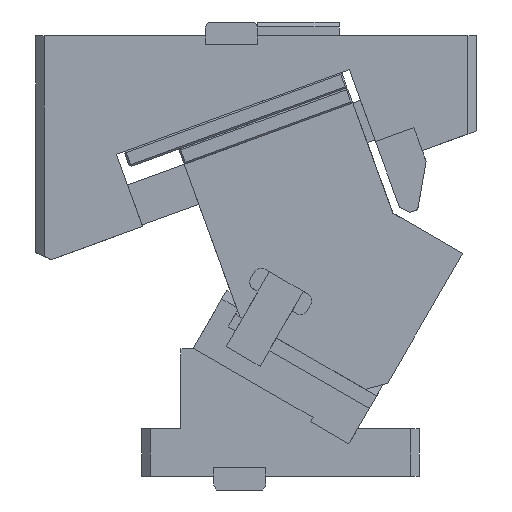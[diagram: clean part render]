
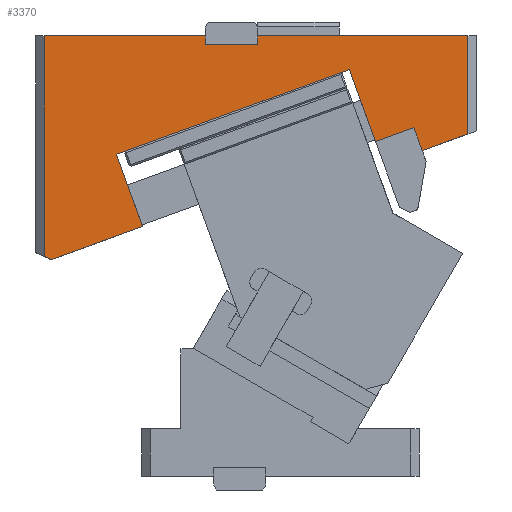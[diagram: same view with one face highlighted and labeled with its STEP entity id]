
A CAD part, front view. The second image highlights one B-rep face of the part: STEP entity #3370.
In plain terms, the highlighted planar face has unit normal (0, -1, 0).
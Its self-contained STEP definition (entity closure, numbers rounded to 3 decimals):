
#3097=CARTESIAN_POINT('Vertex',(127.235,0.,249.332)) ;
#3102=CARTESIAN_POINT('Line Origine',(55.819,0.,223.339)) ;
#3106=CARTESIAN_POINT('Vertex',(-15.598,0.,197.345)) ;
#3187=CARTESIAN_POINT('Vertex',(143.31,0.,205.167)) ;
#3190=CARTESIAN_POINT('Line Origine',(135.273,0.,227.249)) ;
#3259=CARTESIAN_POINT('Axis2P3D Location',(81.85,0.,263.692)) ;
#3264=CARTESIAN_POINT('Line Origine',(-57.802,0.,133.793)) ;
#3268=CARTESIAN_POINT('Vertex',(-55.603,0.,132.768)) ;
#3270=CARTESIAN_POINT('Vertex',(-60.,0.,134.818)) ;
#3273=CARTESIAN_POINT('Line Origine',(-27.563,0.,142.974)) ;
#3277=CARTESIAN_POINT('Vertex',(0.477,0.,153.18)) ;
#3280=CARTESIAN_POINT('Line Origine',(-7.56,0.,175.262)) ;
#3285=CARTESIAN_POINT('Line Origine',(155.057,0.,209.442)) ;
#3289=CARTESIAN_POINT('Vertex',(166.803,0.,213.717)) ;
#3292=CARTESIAN_POINT('Line Origine',(169.368,0.,206.669)) ;
#3296=CARTESIAN_POINT('Vertex',(171.933,0.,199.622)) ;
#3299=CARTESIAN_POINT('Line Origine',(185.966,0.,204.729)) ;
#3303=CARTESIAN_POINT('Vertex',(200.,0.,209.837)) ;
#3306=CARTESIAN_POINT('Line Origine',(200.,0.,239.919)) ;
#3310=CARTESIAN_POINT('Vertex',(200.,0.,270.)) ;
#3313=CARTESIAN_POINT('Line Origine',(135.5,0.,270.)) ;
#3317=CARTESIAN_POINT('Vertex',(71.,0.,270.)) ;
#3320=CARTESIAN_POINT('Line Origine',(71.,0.,267.25)) ;
#3324=CARTESIAN_POINT('Vertex',(71.,0.,264.5)) ;
#3327=CARTESIAN_POINT('Line Origine',(55.,0.,264.5)) ;
#3331=CARTESIAN_POINT('Vertex',(39.,0.,264.5)) ;
#3334=CARTESIAN_POINT('Line Origine',(39.,0.,267.25)) ;
#3338=CARTESIAN_POINT('Vertex',(39.,0.,270.)) ;
#3341=CARTESIAN_POINT('Line Origine',(-10.5,0.,270.)) ;
#3345=CARTESIAN_POINT('Vertex',(-60.,0.,270.)) ;
#3348=CARTESIAN_POINT('Line Origine',(-60.,0.,202.409)) ;
#3103=DIRECTION('Vector Direction',(0.94,0.,0.342)) ;
#3191=DIRECTION('Vector Direction',(0.342,0.,-0.94)) ;
#3260=DIRECTION('Axis2P3D Direction',(0.,-1.,0.)) ;
#3261=DIRECTION('Axis2P3D XDirection',(0.966,0.,-0.259)) ;
#3265=DIRECTION('Vector Direction',(0.906,0.,-0.423)) ;
#3274=DIRECTION('Vector Direction',(-0.94,0.,-0.342)) ;
#3281=DIRECTION('Vector Direction',(-0.342,0.,0.94)) ;
#3286=DIRECTION('Vector Direction',(0.94,0.,0.342)) ;
#3293=DIRECTION('Vector Direction',(0.342,0.,-0.94)) ;
#3300=DIRECTION('Vector Direction',(-0.94,0.,-0.342)) ;
#3307=DIRECTION('Vector Direction',(0.,0.,1.)) ;
#3314=DIRECTION('Vector Direction',(1.,0.,0.)) ;
#3321=DIRECTION('Vector Direction',(0.,0.,1.)) ;
#3328=DIRECTION('Vector Direction',(1.,0.,0.)) ;
#3335=DIRECTION('Vector Direction',(0.,0.,-1.)) ;
#3342=DIRECTION('Vector Direction',(1.,0.,0.)) ;
#3349=DIRECTION('Vector Direction',(0.,0.,-1.)) ;
#3262=AXIS2_PLACEMENT_3D('Plane Axis2P3D',#3259,#3260,#3261) ;
#3354=ORIENTED_EDGE('',*,*,#3272,.F.) ;
#3355=ORIENTED_EDGE('',*,*,#3279,.F.) ;
#3356=ORIENTED_EDGE('',*,*,#3284,.T.) ;
#3357=ORIENTED_EDGE('',*,*,#3108,.T.) ;
#3358=ORIENTED_EDGE('',*,*,#3194,.T.) ;
#3359=ORIENTED_EDGE('',*,*,#3291,.T.) ;
#3360=ORIENTED_EDGE('',*,*,#3298,.T.) ;
#3361=ORIENTED_EDGE('',*,*,#3305,.F.) ;
#3362=ORIENTED_EDGE('',*,*,#3312,.F.) ;
#3363=ORIENTED_EDGE('',*,*,#3319,.F.) ;
#3364=ORIENTED_EDGE('',*,*,#3326,.F.) ;
#3365=ORIENTED_EDGE('',*,*,#3333,.F.) ;
#3366=ORIENTED_EDGE('',*,*,#3340,.F.) ;
#3367=ORIENTED_EDGE('',*,*,#3347,.F.) ;
#3368=ORIENTED_EDGE('',*,*,#3352,.T.) ;
#3104=VECTOR('Line Direction',#3103,1.) ;
#3192=VECTOR('Line Direction',#3191,1.) ;
#3266=VECTOR('Line Direction',#3265,1.) ;
#3275=VECTOR('Line Direction',#3274,1.) ;
#3282=VECTOR('Line Direction',#3281,1.) ;
#3287=VECTOR('Line Direction',#3286,1.) ;
#3294=VECTOR('Line Direction',#3293,1.) ;
#3301=VECTOR('Line Direction',#3300,1.) ;
#3308=VECTOR('Line Direction',#3307,1.) ;
#3315=VECTOR('Line Direction',#3314,1.) ;
#3322=VECTOR('Line Direction',#3321,1.) ;
#3329=VECTOR('Line Direction',#3328,1.) ;
#3336=VECTOR('Line Direction',#3335,1.) ;
#3343=VECTOR('Line Direction',#3342,1.) ;
#3350=VECTOR('Line Direction',#3349,1.) ;
#3370=ADVANCED_FACE('CAM HOLDER',(#3369),#3263,.T.) ;
#3108=EDGE_CURVE('',#3107,#3098,#3105,.T.) ;
#3194=EDGE_CURVE('',#3098,#3188,#3193,.T.) ;
#3272=EDGE_CURVE('',#3269,#3271,#3267,.F.) ;
#3279=EDGE_CURVE('',#3278,#3269,#3276,.T.) ;
#3284=EDGE_CURVE('',#3278,#3107,#3283,.T.) ;
#3291=EDGE_CURVE('',#3188,#3290,#3288,.T.) ;
#3298=EDGE_CURVE('',#3290,#3297,#3295,.T.) ;
#3305=EDGE_CURVE('',#3304,#3297,#3302,.T.) ;
#3312=EDGE_CURVE('',#3311,#3304,#3309,.F.) ;
#3319=EDGE_CURVE('',#3318,#3311,#3316,.T.) ;
#3326=EDGE_CURVE('',#3325,#3318,#3323,.T.) ;
#3333=EDGE_CURVE('',#3332,#3325,#3330,.T.) ;
#3340=EDGE_CURVE('',#3339,#3332,#3337,.T.) ;
#3347=EDGE_CURVE('',#3346,#3339,#3344,.T.) ;
#3352=EDGE_CURVE('',#3346,#3271,#3351,.T.) ;
#3353=EDGE_LOOP('',(#3354,#3355,#3356,#3357,#3358,#3359,#3360,#3361,#3362,#3363,#3364,#3365,#3366,#3367,#3368)) ;
#3369=FACE_OUTER_BOUND('',#3353,.T.) ;
#3105=LINE('Line',#3102,#3104) ;
#3193=LINE('Line',#3190,#3192) ;
#3267=LINE('Line',#3264,#3266) ;
#3276=LINE('Line',#3273,#3275) ;
#3283=LINE('Line',#3280,#3282) ;
#3288=LINE('Line',#3285,#3287) ;
#3295=LINE('Line',#3292,#3294) ;
#3302=LINE('Line',#3299,#3301) ;
#3309=LINE('Line',#3306,#3308) ;
#3316=LINE('Line',#3313,#3315) ;
#3323=LINE('Line',#3320,#3322) ;
#3330=LINE('Line',#3327,#3329) ;
#3337=LINE('Line',#3334,#3336) ;
#3344=LINE('Line',#3341,#3343) ;
#3351=LINE('Line',#3348,#3350) ;
#3263=PLANE('Plane',#3262) ;
#3098=VERTEX_POINT('',#3097) ;
#3107=VERTEX_POINT('',#3106) ;
#3188=VERTEX_POINT('',#3187) ;
#3269=VERTEX_POINT('',#3268) ;
#3271=VERTEX_POINT('',#3270) ;
#3278=VERTEX_POINT('',#3277) ;
#3290=VERTEX_POINT('',#3289) ;
#3297=VERTEX_POINT('',#3296) ;
#3304=VERTEX_POINT('',#3303) ;
#3311=VERTEX_POINT('',#3310) ;
#3318=VERTEX_POINT('',#3317) ;
#3325=VERTEX_POINT('',#3324) ;
#3332=VERTEX_POINT('',#3331) ;
#3339=VERTEX_POINT('',#3338) ;
#3346=VERTEX_POINT('',#3345) ;
